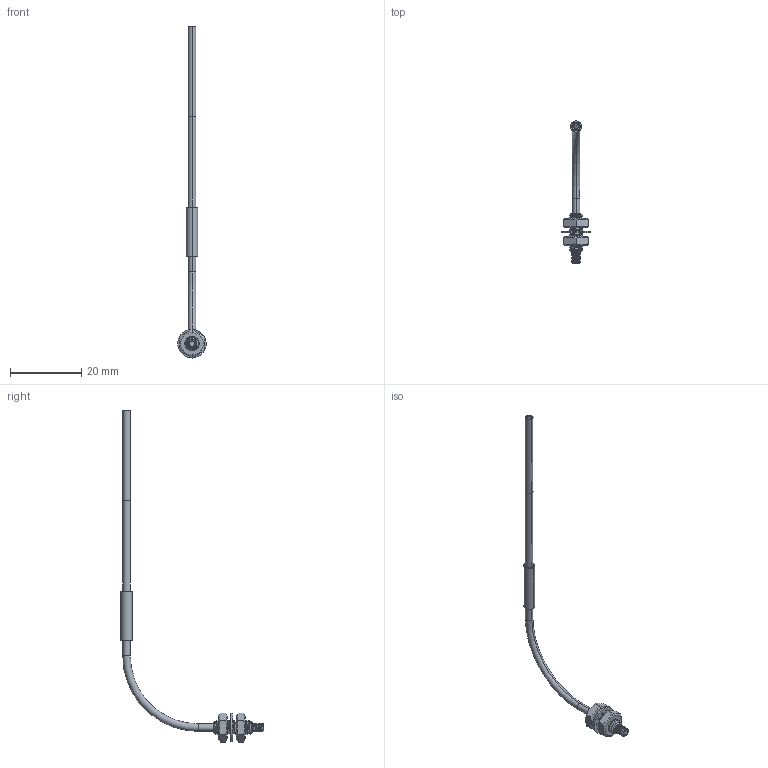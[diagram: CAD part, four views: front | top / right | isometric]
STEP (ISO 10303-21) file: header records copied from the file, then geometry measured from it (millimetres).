
FILE_DESCRIPTION((''),'2;1');
FILE_NAME('166415_ASM','2016-01-05T',('pdmadmin'),(''),'PRO/ENGINEER BY PARAMETRIC TECHNOLOGY CORPORATION, 2013230','PRO/ENGINEER BY PARAMETRIC TECHNOLOGY CORPORATION, 2013230','');
FILE_SCHEMA(('CONFIG_CONTROL_DESIGN'));
Length unit declared in the file: inch
Products named in the file (8): 39401; 39402; 39400; 40845; 40844; 39681; FIBER_CORE_060; 166415_ASM
Assembly tree (9 placements, depth 2):
  166415_ASM
    39401
    39402
    39400
    40845
    40844  x2
    39681  x2
    FIBER_CORE_060
Bounding box: 8 x 39.9 x 93.16 mm (x, y, z)
Volume: 481.8 mm3; surface area: 2354.3 mm2
Topology: 9 solids, 11 shells, 189 faces, 474 edges, 304 vertices
Faces by surface type: cylinder 99, plane 52, cone 18, bspline 16, torus 4
Entity records: 9480 total; most frequent: CARTESIAN_POINT 5395, ORIENTED_EDGE 844, DIRECTION 766, EDGE_CURVE 424, AXIS2_PLACEMENT_3D 291, VERTEX_POINT 272, VECTOR 184, LINE 184
